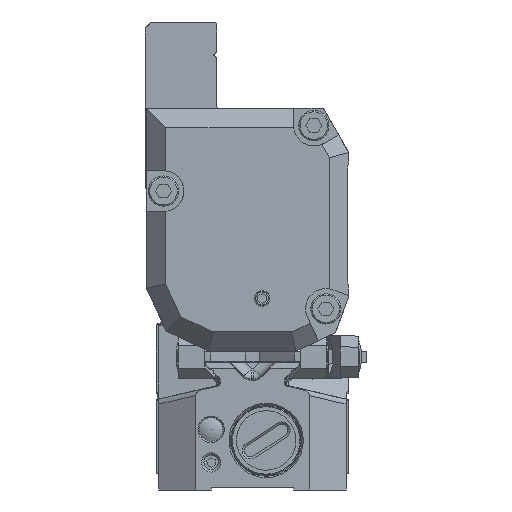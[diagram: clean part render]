
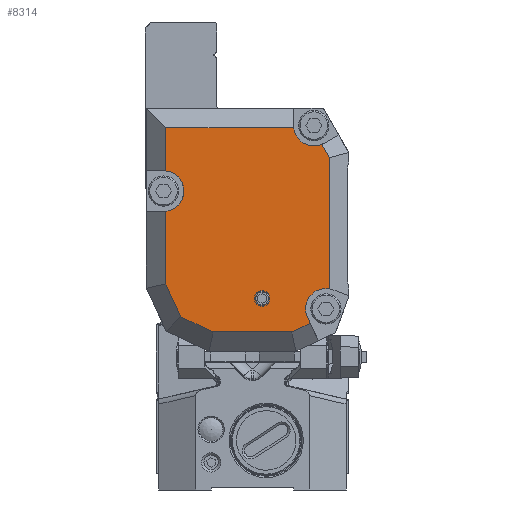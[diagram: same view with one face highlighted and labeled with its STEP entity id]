
A CAD part, front view. The second image highlights one B-rep face of the part: STEP entity #8314.
In plain terms, the highlighted planar face has unit normal (0, -1, 0).
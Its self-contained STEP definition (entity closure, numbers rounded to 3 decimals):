
#5471=FACE_BOUND('',#15752,.T.);
#5472=FACE_BOUND('',#15753,.T.);
#8314=ADVANCED_FACE('',(#5471,#5472),#10007,.F.);
#10007=PLANE('',#57330);
#15752=EDGE_LOOP('',(#30153,#30154,#30155,#30156,#30157,#30158,#30159,#30160,
#30161,#30162,#30163,#30164,#30165));
#15753=EDGE_LOOP('',(#30166));
#30153=ORIENTED_EDGE('',*,*,#42353,.T.);
#30154=ORIENTED_EDGE('',*,*,#42354,.T.);
#30155=ORIENTED_EDGE('',*,*,#42355,.T.);
#30156=ORIENTED_EDGE('',*,*,#42356,.T.);
#30157=ORIENTED_EDGE('',*,*,#42357,.T.);
#30158=ORIENTED_EDGE('',*,*,#42358,.T.);
#30159=ORIENTED_EDGE('',*,*,#42359,.T.);
#30160=ORIENTED_EDGE('',*,*,#42360,.T.);
#30161=ORIENTED_EDGE('',*,*,#42361,.T.);
#30162=ORIENTED_EDGE('',*,*,#42362,.T.);
#30163=ORIENTED_EDGE('',*,*,#42363,.T.);
#30164=ORIENTED_EDGE('',*,*,#42364,.T.);
#30165=ORIENTED_EDGE('',*,*,#42365,.T.);
#30166=ORIENTED_EDGE('',*,*,#42366,.T.);
#35106=VERTEX_POINT('',#96398);
#35107=VERTEX_POINT('',#96399);
#35108=VERTEX_POINT('',#96401);
#35109=VERTEX_POINT('',#96403);
#35110=VERTEX_POINT('',#96405);
#35111=VERTEX_POINT('',#96407);
#35112=VERTEX_POINT('',#96409);
#35113=VERTEX_POINT('',#96411);
#35114=VERTEX_POINT('',#96413);
#35115=VERTEX_POINT('',#96415);
#35116=VERTEX_POINT('',#96417);
#35117=VERTEX_POINT('',#96419);
#35118=VERTEX_POINT('',#96421);
#35119=VERTEX_POINT('',#96424);
#42353=EDGE_CURVE('',#35106,#35107,#52986,.T.);
#42354=EDGE_CURVE('',#35107,#35108,#46762,.T.);
#42355=EDGE_CURVE('',#35108,#35109,#46763,.T.);
#42356=EDGE_CURVE('',#35109,#35110,#52987,.T.);
#42357=EDGE_CURVE('',#35110,#35111,#46764,.T.);
#42358=EDGE_CURVE('',#35111,#35112,#46765,.T.);
#42359=EDGE_CURVE('',#35112,#35113,#52988,.T.);
#42360=EDGE_CURVE('',#35113,#35114,#46766,.T.);
#42361=EDGE_CURVE('',#35114,#35115,#46767,.T.);
#42362=EDGE_CURVE('',#35115,#35116,#46768,.T.);
#42363=EDGE_CURVE('',#35116,#35117,#46769,.T.);
#42364=EDGE_CURVE('',#35117,#35118,#46770,.T.);
#42365=EDGE_CURVE('',#35118,#35106,#46771,.T.);
#42366=EDGE_CURVE('',#35119,#35119,#52989,.T.);
#46762=LINE('',#96400,#51234);
#46763=LINE('',#96402,#51235);
#46764=LINE('',#96406,#51236);
#46765=LINE('',#96408,#51237);
#46766=LINE('',#96412,#51238);
#46767=LINE('',#96414,#51239);
#46768=LINE('',#96416,#51240);
#46769=LINE('',#96418,#51241);
#46770=LINE('',#96420,#51242);
#46771=LINE('',#96422,#51243);
#51234=VECTOR('',#70426,1.);
#51235=VECTOR('',#70427,1.);
#51236=VECTOR('',#70430,1.);
#51237=VECTOR('',#70431,1.);
#51238=VECTOR('',#70434,1.);
#51239=VECTOR('',#70435,1.);
#51240=VECTOR('',#70436,1.);
#51241=VECTOR('',#70437,1.);
#51242=VECTOR('',#70438,1.);
#51243=VECTOR('',#70439,1.);
#52986=CIRCLE('',#57326,3.7);
#52987=CIRCLE('',#57327,3.7);
#52988=CIRCLE('',#57328,3.7);
#52989=CIRCLE('',#57329,1.3);
#57326=AXIS2_PLACEMENT_3D('',#96397,#70424,#70425);
#57327=AXIS2_PLACEMENT_3D('',#96404,#70428,#70429);
#57328=AXIS2_PLACEMENT_3D('',#96410,#70432,#70433);
#57329=AXIS2_PLACEMENT_3D('',#96423,#70440,#70441);
#57330=AXIS2_PLACEMENT_3D('',#96425,#70442,#70443);
#70424=DIRECTION('',(0.,1.,0.));
#70425=DIRECTION('',(-1.,0.,0.));
#70426=DIRECTION('',(0.,0.,1.));
#70427=DIRECTION('',(-0.5,0.,0.866));
#70428=DIRECTION('',(0.,1.,0.));
#70429=DIRECTION('',(-1.,0.,0.));
#70430=DIRECTION('',(-1.,0.,0.));
#70431=DIRECTION('',(0.,0.,-1.));
#70432=DIRECTION('',(0.,1.,0.));
#70433=DIRECTION('',(-1.,0.,0.));
#70434=DIRECTION('',(0.,0.,-1.));
#70435=DIRECTION('',(0.419,0.,-0.908));
#70436=DIRECTION('',(0.905,0.,-0.426));
#70437=DIRECTION('',(1.,0.,0.));
#70438=DIRECTION('',(0.905,0.,0.426));
#70439=DIRECTION('',(-0.426,0.,0.905));
#70440=DIRECTION('',(0.,1.,0.));
#70441=DIRECTION('',(0.,0.,1.));
#70442=DIRECTION('',(0.,1.,0.));
#70443=DIRECTION('',(0.,0.,1.));
#96397=CARTESIAN_POINT('',(32.85,-8.,-52.11));
#96398=CARTESIAN_POINT('',(29.503,-8.,-53.687));
#96399=CARTESIAN_POINT('',(33.5,-8.,-48.468));
#96400=CARTESIAN_POINT('',(33.5,-8.,-46.706));
#96401=CARTESIAN_POINT('',(33.5,-8.,-24.648));
#96402=CARTESIAN_POINT('',(44.864,-8.,-44.331));
#96403=CARTESIAN_POINT('',(32.096,-8.,-22.216));
#96404=CARTESIAN_POINT('',(30.65,-8.,-18.81));
#96405=CARTESIAN_POINT('',(26.972,-8.,-19.21));
#96406=CARTESIAN_POINT('',(40.75,-8.,-19.21));
#96407=CARTESIAN_POINT('',(3.75,-8.,-19.21));
#96408=CARTESIAN_POINT('',(3.75,-8.,-46.706));
#96409=CARTESIAN_POINT('',(3.75,-8.,-27.032));
#96410=CARTESIAN_POINT('',(3.35,-8.,-30.71));
#96411=CARTESIAN_POINT('',(3.75,-8.,-34.388));
#96412=CARTESIAN_POINT('',(3.75,-8.,-46.706));
#96413=CARTESIAN_POINT('',(3.75,-8.,-47.584));
#96414=CARTESIAN_POINT('',(9.912,-8.,-60.937));
#96415=CARTESIAN_POINT('',(6.493,-8.,-53.528));
#96416=CARTESIAN_POINT('',(31.901,-8.,-65.495));
#96417=CARTESIAN_POINT('',(12.378,-8.,-56.3));
#96418=CARTESIAN_POINT('',(40.75,-8.,-56.3));
#96419=CARTESIAN_POINT('',(26.622,-8.,-56.3));
#96420=CARTESIAN_POINT('',(41.883,-8.,-49.112));
#96421=CARTESIAN_POINT('',(29.987,-8.,-54.715));
#96422=CARTESIAN_POINT('',(31.478,-8.,-57.881));
#96423=CARTESIAN_POINT('',(21.25,-8.,-50.21));
#96424=CARTESIAN_POINT('',(21.25,-8.,-48.91));
#96425=CARTESIAN_POINT('',(40.75,-8.,-46.706));
